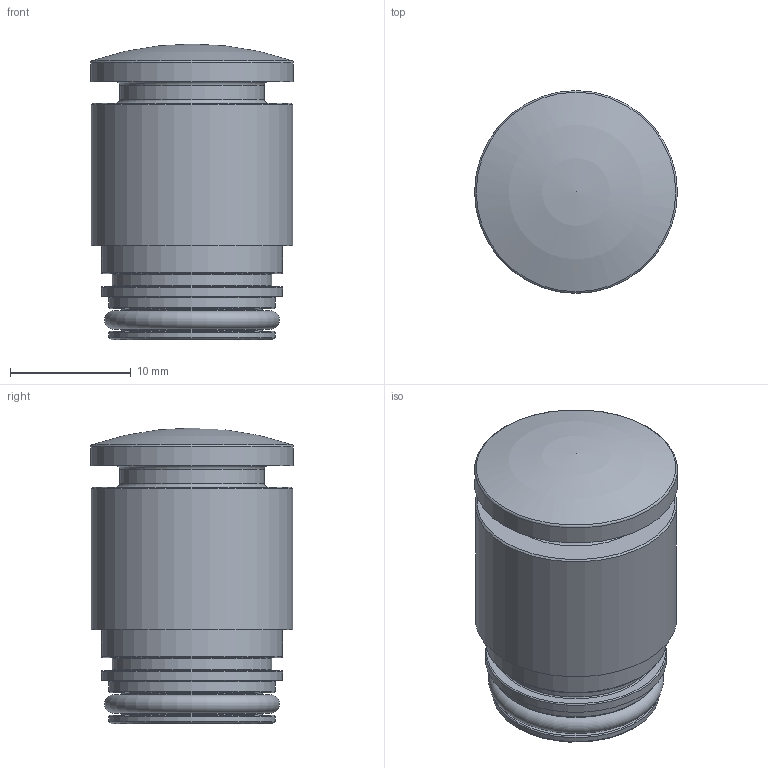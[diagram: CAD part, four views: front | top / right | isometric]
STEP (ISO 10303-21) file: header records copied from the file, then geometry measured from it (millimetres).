
FILE_DESCRIPTION(/* description */ ('STEP AP214'),/* implementation_level */ '2;1');
FILE_NAME(/* name */ '172996_QSP17-PTB',/* time_stamp */ '2024-09-14T14:23:18+02:00',/* author */ ('License CC BY-ND 4.0'),/* organization */ ('CADENAS'),/* preprocessor_version */ 'ST-DEVELOPER v19.3',/* originating_system */ 'PARTsolutions',/* authorisation */ ' ');
FILE_SCHEMA (('AUTOMOTIVE_DESIGN {1 0 10303 214 3 1 1}'));
Length unit declared in the file: millimetre
Products named in the file (1): 172996 QSP17-PTB---(high)
Bounding box: 16.8 x 16.8 x 24.5 mm (x, y, z)
Volume: 3158.9 mm3; surface area: 2662.4 mm2
Topology: 1 solids, 1 shells, 38 faces, 71 edges, 42 vertices
Faces by surface type: torus 14, cylinder 11, plane 9, sphere 2, cone 2
Full cylindrical faces by diameter (mm): 9 x1, 11.6 x2, 12 x1, 13.2 x1, 13.8 x2, 15 x2, 16.7 x1, 16.8 x1
Entity records: 1044 total; most frequent: DIRECTION 152, CARTESIAN_POINT 113, AXIS2_PLACEMENT_3D 76, ORIENTED_EDGE 74, EDGE_LOOP 74, FACE_BOUND 74, STYLED_ITEM 38, PRESENTATION_STYLE_ASSIGNMENT 38
